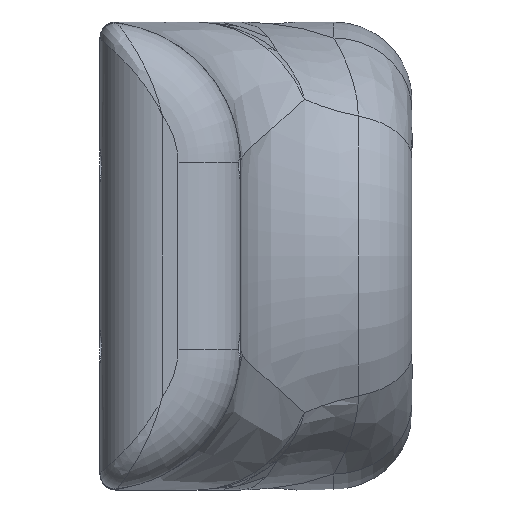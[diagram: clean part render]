
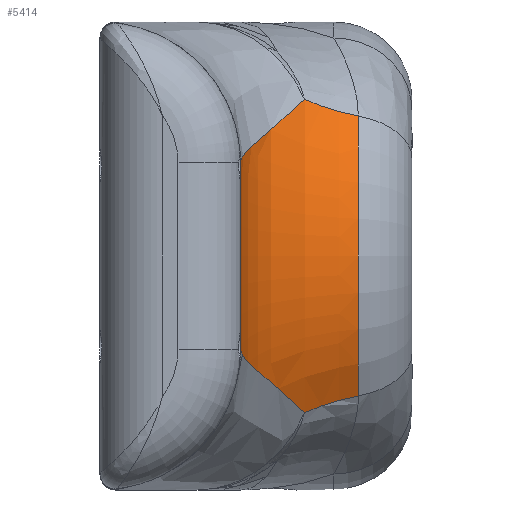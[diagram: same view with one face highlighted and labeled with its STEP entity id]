
A CAD part, left-side view. The second image highlights one B-rep face of the part: STEP entity #5414.
In plain terms, the highlighted toroidal (fillet/blend) face has major radius 26 mm and minor radius 11 mm.
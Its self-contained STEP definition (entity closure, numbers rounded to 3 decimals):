
#2976=CARTESIAN_POINT('',(-25.298,36.5,-6.));
#2977=VERTEX_POINT('',#2976);
#2984=CARTESIAN_POINT('',(-25.298,36.5,6.));
#2985=VERTEX_POINT('',#2984);
#2986=CARTESIAN_POINT('',(0.,36.5,-0.));
#2987=DIRECTION('',(0.,1.,0.));
#2988=DIRECTION('',(0.,-0.,1.));
#2989=AXIS2_PLACEMENT_3D('',#2986,#2987,#2988);
#2990=CIRCLE('',#2989,26.);
#2991=EDGE_CURVE('',#2977,#2985,#2990,.T.);
#5214=CARTESIAN_POINT('',(-14.229,32.384,10.05));
#5215=VERTEX_POINT('',#5214);
#5280=CARTESIAN_POINT('',(-12.702,28.938,8.972));
#5281=VERTEX_POINT('',#5280);
#5282=CARTESIAN_POINT('',(-21.237,25.5,15.));
#5283=DIRECTION('',(0.577,-0.,0.817));
#5284=DIRECTION('',(-0.817,0.,0.577));
#5285=AXIS2_PLACEMENT_3D('',#5282,#5283,#5284);
#5286=CIRCLE('',#5285,11.);
#5287=EDGE_CURVE('',#5281,#5215,#5286,.T.);
#5325=CARTESIAN_POINT('',(0.,25.5,-0.));
#5326=DIRECTION('',(0.,1.,0.));
#5327=DIRECTION('',(0.,-0.,1.));
#5328=AXIS2_PLACEMENT_3D('',#5325,#5326,#5327);
#5329=TOROIDAL_SURFACE('',#5328,26.,11.);
#5330=ORIENTED_EDGE('',*,*,#5287,.T.);
#5331=CARTESIAN_POINT('',(-14.229,32.384,10.05));
#5332=CARTESIAN_POINT('',(-14.735,32.69,9.76));
#5333=CARTESIAN_POINT('',(-15.222,32.985,9.486));
#5334=CARTESIAN_POINT('',(-15.699,33.267,9.23));
#5335=CARTESIAN_POINT('',(-16.175,33.549,8.974));
#5336=CARTESIAN_POINT('',(-16.642,33.818,8.735));
#5337=CARTESIAN_POINT('',(-17.106,34.073,8.512));
#5338=CARTESIAN_POINT('',(-17.339,34.2,8.401));
#5339=CARTESIAN_POINT('',(-17.57,34.323,8.294));
#5340=CARTESIAN_POINT('',(-17.799,34.442,8.191));
#5341=CARTESIAN_POINT('',(-18.028,34.56,8.089));
#5342=CARTESIAN_POINT('',(-18.256,34.674,7.991));
#5343=CARTESIAN_POINT('',(-18.483,34.783,7.897));
#5344=CARTESIAN_POINT('',(-18.937,35.002,7.709));
#5345=CARTESIAN_POINT('',(-19.387,35.201,7.537));
#5346=CARTESIAN_POINT('',(-19.838,35.381,7.379));
#5347=CARTESIAN_POINT('',(-20.29,35.561,7.22));
#5348=CARTESIAN_POINT('',(-20.742,35.721,7.075));
#5349=CARTESIAN_POINT('',(-21.199,35.861,6.94));
#5350=CARTESIAN_POINT('',(-21.427,35.931,6.873));
#5351=CARTESIAN_POINT('',(-21.657,35.996,6.808));
#5352=CARTESIAN_POINT('',(-21.885,36.055,6.747));
#5353=CARTESIAN_POINT('',(-22.114,36.113,6.685));
#5354=CARTESIAN_POINT('',(-22.342,36.166,6.627));
#5355=CARTESIAN_POINT('',(-22.569,36.214,6.57));
#5356=CARTESIAN_POINT('',(-23.48,36.402,6.346));
#5357=CARTESIAN_POINT('',(-24.386,36.5,6.161));
#5358=CARTESIAN_POINT('',(-25.298,36.5,6.));
#5359=B_SPLINE_CURVE_WITH_KNOTS('',3,(#5331,#5332,#5333,#5334,#5335,#5336,#5337,#5338,#5339,#5340,#5341,#5342,#5343,#5344,#5345,#5346,#5347,#5348,#5349,#5350,#5351,#5352,#5353,#5354,#5355,#5356,
#5357,#5358),.UNSPECIFIED.,.F.,.F.,(4,3,3,3,3,3,3,3,3,4),(0.,0.002,0.005,0.006,0.007,0.009,0.012,0.013,0.014,0.019),.UNSPECIFIED.);
#5360=EDGE_CURVE('',#5215,#2985,#5359,.T.);
#5361=ORIENTED_EDGE('',*,*,#5360,.T.);
#5362=ORIENTED_EDGE('',*,*,#2991,.F.);
#5363=CARTESIAN_POINT('',(-14.229,32.384,-10.05));
#5364=VERTEX_POINT('',#5363);
#5365=CARTESIAN_POINT('',(-25.298,36.5,-6.));
#5366=CARTESIAN_POINT('',(-24.386,36.5,-6.161));
#5367=CARTESIAN_POINT('',(-23.48,36.402,-6.346));
#5368=CARTESIAN_POINT('',(-22.569,36.214,-6.57));
#5369=CARTESIAN_POINT('',(-22.342,36.166,-6.627));
#5370=CARTESIAN_POINT('',(-22.114,36.113,-6.685));
#5371=CARTESIAN_POINT('',(-21.885,36.055,-6.747));
#5372=CARTESIAN_POINT('',(-21.657,35.996,-6.808));
#5373=CARTESIAN_POINT('',(-21.427,35.931,-6.873));
#5374=CARTESIAN_POINT('',(-21.199,35.861,-6.94));
#5375=CARTESIAN_POINT('',(-20.742,35.721,-7.075));
#5376=CARTESIAN_POINT('',(-20.29,35.561,-7.22));
#5377=CARTESIAN_POINT('',(-19.838,35.381,-7.379));
#5378=CARTESIAN_POINT('',(-19.387,35.201,-7.537));
#5379=CARTESIAN_POINT('',(-18.937,35.002,-7.709));
#5380=CARTESIAN_POINT('',(-18.483,34.783,-7.897));
#5381=CARTESIAN_POINT('',(-18.256,34.674,-7.991));
#5382=CARTESIAN_POINT('',(-18.028,34.56,-8.089));
#5383=CARTESIAN_POINT('',(-17.799,34.442,-8.191));
#5384=CARTESIAN_POINT('',(-17.57,34.323,-8.294));
#5385=CARTESIAN_POINT('',(-17.339,34.2,-8.401));
#5386=CARTESIAN_POINT('',(-17.106,34.073,-8.512));
#5387=CARTESIAN_POINT('',(-16.642,33.818,-8.735));
#5388=CARTESIAN_POINT('',(-16.175,33.549,-8.974));
#5389=CARTESIAN_POINT('',(-15.699,33.267,-9.23));
#5390=CARTESIAN_POINT('',(-15.222,32.985,-9.486));
#5391=CARTESIAN_POINT('',(-14.735,32.69,-9.76));
#5392=CARTESIAN_POINT('',(-14.229,32.384,-10.05));
#5393=B_SPLINE_CURVE_WITH_KNOTS('',3,(#5365,#5366,#5367,#5368,#5369,#5370,#5371,#5372,#5373,#5374,#5375,#5376,#5377,#5378,#5379,#5380,#5381,#5382,#5383,#5384,#5385,#5386,#5387,#5388,#5389,#5390,
#5391,#5392),.UNSPECIFIED.,.F.,.F.,(4,3,3,3,3,3,3,3,3,4),(-0.,0.005,0.006,0.007,0.009,0.012,0.013,0.014,0.016,0.019),.UNSPECIFIED.);
#5394=EDGE_CURVE('',#2977,#5364,#5393,.T.);
#5395=ORIENTED_EDGE('',*,*,#5394,.T.);
#5396=CARTESIAN_POINT('',(-12.702,28.938,-8.972));
#5397=VERTEX_POINT('',#5396);
#5398=CARTESIAN_POINT('',(-21.237,25.5,-15.));
#5399=DIRECTION('',(-0.577,0.,0.817));
#5400=DIRECTION('',(0.817,0.,0.577));
#5401=AXIS2_PLACEMENT_3D('',#5398,#5399,#5400);
#5402=CIRCLE('',#5401,11.);
#5403=EDGE_CURVE('',#5397,#5364,#5402,.T.);
#5404=ORIENTED_EDGE('',*,*,#5403,.F.);
#5405=CARTESIAN_POINT('',(0.,28.938,-0.));
#5406=DIRECTION('',(-0.,1.,0.));
#5407=DIRECTION('',(0.,0.,-1.));
#5408=AXIS2_PLACEMENT_3D('',#5405,#5406,#5407);
#5409=CIRCLE('',#5408,15.551);
#5410=EDGE_CURVE('',#5397,#5281,#5409,.T.);
#5411=ORIENTED_EDGE('',*,*,#5410,.T.);
#5412=EDGE_LOOP('',(#5330,#5361,#5362,#5395,#5404,#5411));
#5413=FACE_BOUND('',#5412,.T.);
#5414=ADVANCED_FACE('',(#5413),#5329,.F.);
